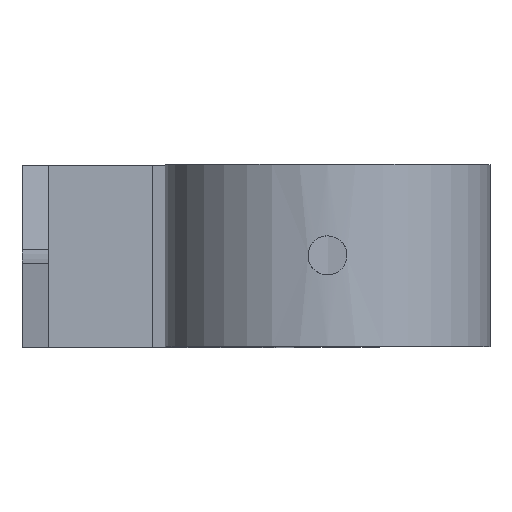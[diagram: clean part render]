
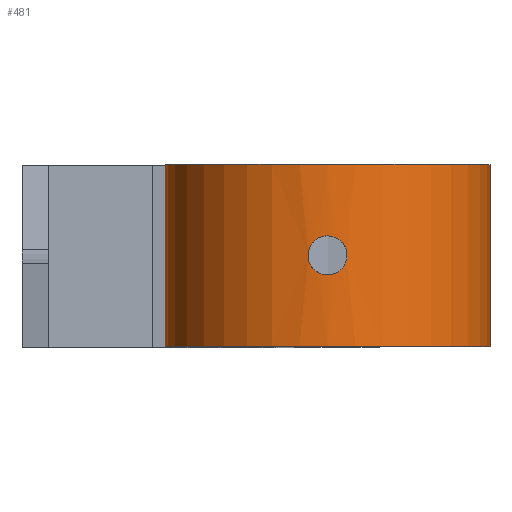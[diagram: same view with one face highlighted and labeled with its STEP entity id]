
A CAD part, top view. The second image highlights one B-rep face of the part: STEP entity #481.
In plain terms, the highlighted cylindrical face has radius 12.5 mm (diameter 25 mm), a partial arc.
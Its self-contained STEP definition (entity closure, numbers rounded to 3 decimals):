
#23=FACE_BOUND('',#84,.T.);
#27=B_SPLINE_CURVE_WITH_KNOTS('',3,(#760,#761,#762,#763,#764,#765,#766,
#767,#768,#769,#770,#771,#772,#773,#774,#775,#776,#777),.UNSPECIFIED.,.F.,
 .F.,(4,2,2,2,2,2,2,2,4),(0.226,0.283,0.339,
0.396,0.452,0.509,0.566,
0.622,0.679),.UNSPECIFIED.);
#30=B_SPLINE_CURVE_WITH_KNOTS('',3,(#817,#818,#819,#820,#821,#822,#823,
#824,#825,#826,#827,#828,#829,#830,#831,#832,#833,#834,#835),
 .UNSPECIFIED.,.F.,.F.,(4,2,2,2,3,2,2,2,4),(0.679,0.735,
0.792,0.848,0.905,0.962,
1.018,1.075,1.131),.UNSPECIFIED.);
#59=FACE_OUTER_BOUND('',#83,.T.);
#83=EDGE_LOOP('',(#387,#388,#389,#390));
#84=EDGE_LOOP('',(#391,#392));
#126=LINE('',#844,#172);
#130=LINE('',#856,#176);
#172=VECTOR('',#622,10.);
#176=VECTOR('',#632,10.);
#197=CIRCLE('',#530,12.5);
#198=CIRCLE('',#531,12.5);
#229=VERTEX_POINT('',#758);
#230=VERTEX_POINT('',#759);
#233=VERTEX_POINT('',#837);
#236=VERTEX_POINT('',#842);
#240=VERTEX_POINT('',#853);
#241=VERTEX_POINT('',#855);
#284=EDGE_CURVE('',#229,#230,#27,.T.);
#288=EDGE_CURVE('',#230,#229,#30,.T.);
#292=EDGE_CURVE('',#236,#233,#126,.T.);
#297=EDGE_CURVE('',#240,#241,#130,.T.);
#300=EDGE_CURVE('',#241,#236,#197,.T.);
#301=EDGE_CURVE('',#233,#240,#198,.T.);
#387=ORIENTED_EDGE('',*,*,#292,.F.);
#388=ORIENTED_EDGE('',*,*,#300,.F.);
#389=ORIENTED_EDGE('',*,*,#297,.F.);
#390=ORIENTED_EDGE('',*,*,#301,.F.);
#391=ORIENTED_EDGE('',*,*,#284,.T.);
#392=ORIENTED_EDGE('',*,*,#288,.T.);
#462=CYLINDRICAL_SURFACE('',#529,12.5);
#481=ADVANCED_FACE('',(#59,#23),#462,.T.);
#529=AXIS2_PLACEMENT_3D('',#860,#636,#637);
#530=AXIS2_PLACEMENT_3D('',#861,#638,#639);
#531=AXIS2_PLACEMENT_3D('',#862,#640,#641);
#622=DIRECTION('',(0.,1.,0.));
#632=DIRECTION('',(0.,-1.,0.));
#636=DIRECTION('center_axis',(0.,-1.,0.));
#637=DIRECTION('ref_axis',(1.,0.,0.));
#638=DIRECTION('center_axis',(0.,-1.,0.));
#639=DIRECTION('ref_axis',(1.,0.,0.));
#640=DIRECTION('center_axis',(0.,1.,0.));
#641=DIRECTION('ref_axis',(1.,0.,0.));
#758=CARTESIAN_POINT('',(47.5,14.5,-30.5));
#759=CARTESIAN_POINT('',(47.5,17.5,-30.5));
#760=CARTESIAN_POINT('Ctrl Pts',(47.5,14.5,-30.5));
#761=CARTESIAN_POINT('Ctrl Pts',(47.5,14.5,-30.311));
#762=CARTESIAN_POINT('Ctrl Pts',(47.495,14.538,-30.11));
#763=CARTESIAN_POINT('Ctrl Pts',(47.478,14.691,-29.741));
#764=CARTESIAN_POINT('Ctrl Pts',(47.466,14.806,-29.572));
#765=CARTESIAN_POINT('Ctrl Pts',(47.444,15.072,-29.306));
#766=CARTESIAN_POINT('Ctrl Pts',(47.431,15.241,-29.191));
#767=CARTESIAN_POINT('Ctrl Pts',(47.414,15.61,-29.038));
#768=CARTESIAN_POINT('Ctrl Pts',(47.41,15.811,-29.));
#769=CARTESIAN_POINT('Ctrl Pts',(47.41,16.189,-29.));
#770=CARTESIAN_POINT('Ctrl Pts',(47.414,16.39,-29.038));
#771=CARTESIAN_POINT('Ctrl Pts',(47.431,16.759,-29.191));
#772=CARTESIAN_POINT('Ctrl Pts',(47.444,16.928,-29.306));
#773=CARTESIAN_POINT('Ctrl Pts',(47.466,17.194,-29.572));
#774=CARTESIAN_POINT('Ctrl Pts',(47.478,17.309,-29.741));
#775=CARTESIAN_POINT('Ctrl Pts',(47.495,17.462,-30.11));
#776=CARTESIAN_POINT('Ctrl Pts',(47.5,17.5,-30.311));
#777=CARTESIAN_POINT('Ctrl Pts',(47.5,17.5,-30.5));
#817=CARTESIAN_POINT('Ctrl Pts',(47.5,17.5,-30.5));
#818=CARTESIAN_POINT('Ctrl Pts',(47.5,17.5,-30.689));
#819=CARTESIAN_POINT('Ctrl Pts',(47.495,17.462,-30.89));
#820=CARTESIAN_POINT('Ctrl Pts',(47.478,17.309,-31.259));
#821=CARTESIAN_POINT('Ctrl Pts',(47.466,17.194,-31.428));
#822=CARTESIAN_POINT('Ctrl Pts',(47.444,16.928,-31.694));
#823=CARTESIAN_POINT('Ctrl Pts',(47.431,16.759,-31.809));
#824=CARTESIAN_POINT('Ctrl Pts',(47.414,16.39,-31.962));
#825=CARTESIAN_POINT('Ctrl Pts',(47.41,16.189,-32.));
#826=CARTESIAN_POINT('Ctrl Pts',(47.41,16.,-32.));
#827=CARTESIAN_POINT('Ctrl Pts',(47.41,15.811,-32.));
#828=CARTESIAN_POINT('Ctrl Pts',(47.414,15.61,-31.962));
#829=CARTESIAN_POINT('Ctrl Pts',(47.431,15.241,-31.809));
#830=CARTESIAN_POINT('Ctrl Pts',(47.444,15.072,-31.694));
#831=CARTESIAN_POINT('Ctrl Pts',(47.466,14.806,-31.428));
#832=CARTESIAN_POINT('Ctrl Pts',(47.478,14.691,-31.259));
#833=CARTESIAN_POINT('Ctrl Pts',(47.495,14.538,-30.89));
#834=CARTESIAN_POINT('Ctrl Pts',(47.5,14.5,-30.689));
#835=CARTESIAN_POINT('Ctrl Pts',(47.5,14.5,-30.5));
#837=CARTESIAN_POINT('',(24.28,23.,-24.071));
#842=CARTESIAN_POINT('',(24.28,9.,-24.071));
#844=CARTESIAN_POINT('',(24.28,16.,-24.071));
#853=CARTESIAN_POINT('',(24.28,23.,-36.929));
#855=CARTESIAN_POINT('',(24.28,9.,-36.929));
#856=CARTESIAN_POINT('',(24.28,16.,-36.929));
#860=CARTESIAN_POINT('Origin',(35.,16.,-30.5));
#861=CARTESIAN_POINT('Origin',(35.,9.,-30.5));
#862=CARTESIAN_POINT('Origin',(35.,23.,-30.5));
